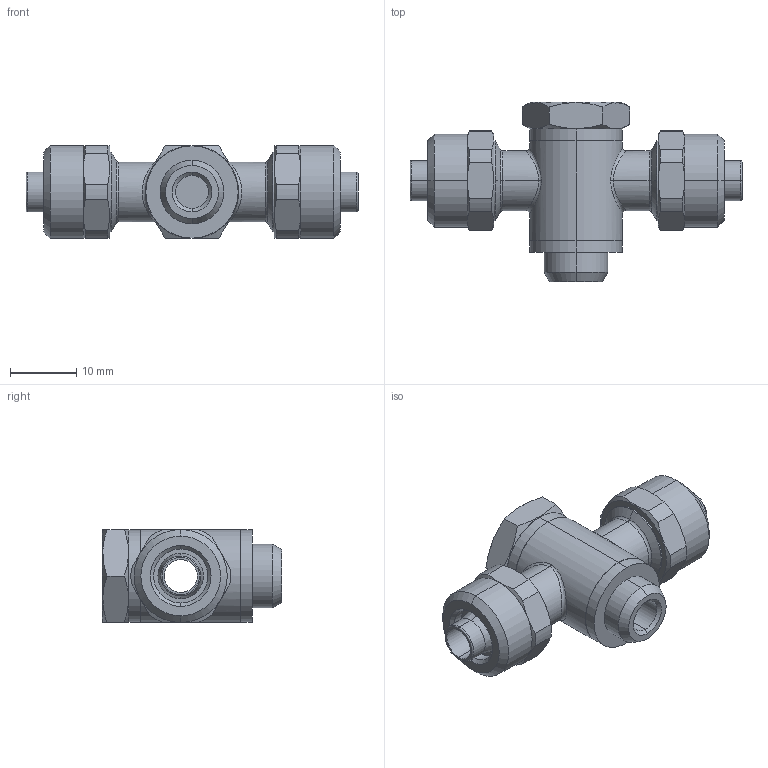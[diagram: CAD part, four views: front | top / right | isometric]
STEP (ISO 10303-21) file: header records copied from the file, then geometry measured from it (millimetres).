
FILE_DESCRIPTION (( 'STEP AP203' ), '1' );
FILE_NAME ('02260041.STEP', '2011-10-24T09:10:18', ( '' ), ( 'sopra-pneumatic' ), 'SwSTEP 2.0', 'SolidWorks 2011', '' );
FILE_SCHEMA (( 'CONFIG_CONTROL_DESIGN' ));
Length unit declared in the file: millimetre
Products named in the file (1): 02260041
Bounding box: 50 x 27 x 14 mm (x, y, z)
Volume: 6467.7 mm3; surface area: 4226.1 mm2
Topology: 1 solids, 1 shells, 133 faces, 302 edges, 182 vertices
Faces by surface type: cylinder 48, cone 40, plane 33, torus 8, bspline 4
Entity records: 4733 total; most frequent: CARTESIAN_POINT 1722, DIRECTION 626, ORIENTED_EDGE 604, EDGE_CURVE 302, AXIS2_PLACEMENT_3D 266, VERTEX_POINT 182, EDGE_LOOP 148, CIRCLE 136
